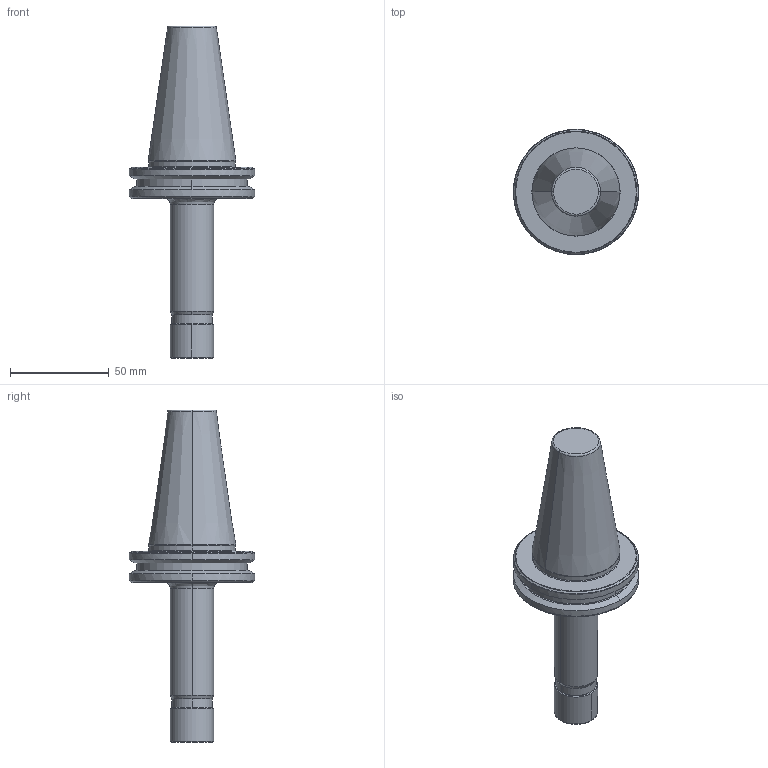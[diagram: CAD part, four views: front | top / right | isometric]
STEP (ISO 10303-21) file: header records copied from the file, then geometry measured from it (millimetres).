
FILE_DESCRIPTION (( 'STEP AP203' ), '1' );
FILE_NAME ('SK40 ER16M 100 AD+B 2.5G 25000 SL.STEP', '2019-04-27T04:20:57', ( '' ), ( '' ), 'SwSTEP 2.0', 'SolidWorks 2014', '' );
FILE_SCHEMA (( 'CONFIG_CONTROL_DESIGN' ));
Length unit declared in the file: millimetre
Products named in the file (1): SK40 ER16M 100 AD+B 2.5G 25000 SL
Bounding box: 63.5 x 63.5 x 168.4 mm (x, y, z)
Volume: 147703.8 mm3; surface area: 22449 mm2
Topology: 1 solids, 1 shells, 77 faces, 188 edges, 118 vertices
Faces by surface type: cone 20, bspline 20, torus 16, cylinder 14, plane 7
Entity records: 3388 total; most frequent: CARTESIAN_POINT 1607, ORIENTED_EDGE 376, DIRECTION 352, EDGE_CURVE 188, AXIS2_PLACEMENT_3D 162, VERTEX_POINT 118, CIRCLE 104, EDGE_LOOP 82
